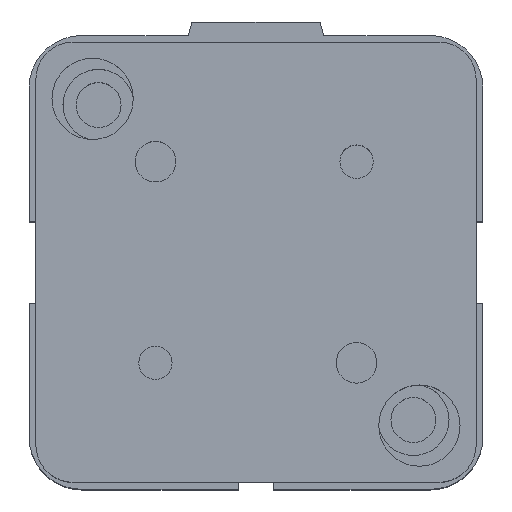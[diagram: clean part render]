
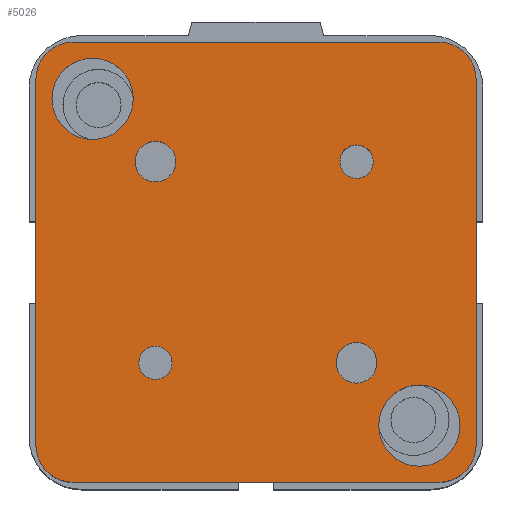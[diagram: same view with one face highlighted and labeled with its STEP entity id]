
A CAD part, top view. The second image highlights one B-rep face of the part: STEP entity #5026.
In plain terms, the highlighted face is planar.
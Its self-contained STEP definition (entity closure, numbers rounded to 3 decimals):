
#4404=CARTESIAN_POINT('',(-12.391,-12.,-14.85));
#4405=VERTEX_POINT('',#4404);
#4406=CARTESIAN_POINT('',(-14.85,-12.,-14.85));
#4407=DIRECTION('',(0.0,1.0,0.0));
#4408=DIRECTION('',(1.0,0.0,0.0));
#4409=AXIS2_PLACEMENT_3D('',#4406,#4407,#4408);
#4410=CIRCLE('',#4409,2.459);
#4411=EDGE_CURVE('',#4405,#4405,#4410,.T.);
#4453=CARTESIAN_POINT('',(17.309,-12.,14.85));
#4454=VERTEX_POINT('',#4453);
#4455=CARTESIAN_POINT('',(14.85,-12.,14.85));
#4456=DIRECTION('',(0.0,1.0,0.0));
#4457=DIRECTION('',(1.0,0.0,0.0));
#4458=AXIS2_PLACEMENT_3D('',#4455,#4456,#4457);
#4459=CIRCLE('',#4458,2.459);
#4460=EDGE_CURVE('',#4454,#4454,#4459,.T.);
#4502=CARTESIAN_POINT('',(17.85,-12.,-14.85));
#4503=VERTEX_POINT('',#4502);
#4504=CARTESIAN_POINT('',(14.85,-12.,-14.85));
#4505=DIRECTION('',(0.0,1.0,0.0));
#4506=DIRECTION('',(1.0,0.0,0.0));
#4507=AXIS2_PLACEMENT_3D('',#4504,#4505,#4506);
#4508=CIRCLE('',#4507,3.);
#4509=EDGE_CURVE('',#4503,#4503,#4508,.T.);
#4551=CARTESIAN_POINT('',(-11.85,-12.,14.85));
#4552=VERTEX_POINT('',#4551);
#4553=CARTESIAN_POINT('',(-14.85,-12.,14.85));
#4554=DIRECTION('',(0.0,1.0,0.0));
#4555=DIRECTION('',(1.0,0.0,0.0));
#4556=AXIS2_PLACEMENT_3D('',#4553,#4554,#4555);
#4557=CIRCLE('',#4556,3.);
#4558=EDGE_CURVE('',#4552,#4552,#4557,.T.);
#4600=CARTESIAN_POINT('',(30.125,-12.,-24.125));
#4601=VERTEX_POINT('',#4600);
#4602=CARTESIAN_POINT('',(24.125,-12.,-24.125));
#4603=DIRECTION('',(0.0,1.0,0.0));
#4604=DIRECTION('',(1.0,0.0,0.0));
#4605=AXIS2_PLACEMENT_3D('',#4602,#4603,#4604);
#4606=CIRCLE('',#4605,6.);
#4607=EDGE_CURVE('',#4601,#4601,#4606,.T.);
#4649=CARTESIAN_POINT('',(-18.125,-12.,24.125));
#4650=VERTEX_POINT('',#4649);
#4651=CARTESIAN_POINT('',(-24.125,-12.,24.125));
#4652=DIRECTION('',(0.0,1.0,0.0));
#4653=DIRECTION('',(1.0,0.0,0.0));
#4654=AXIS2_PLACEMENT_3D('',#4651,#4652,#4653);
#4655=CIRCLE('',#4654,6.);
#4656=EDGE_CURVE('',#4650,#4650,#4655,.T.);
#4802=CARTESIAN_POINT('',(-27.0,-12.,32.5));
#4803=VERTEX_POINT('',#4802);
#4804=CARTESIAN_POINT('',(27.0,-12.,32.5));
#4805=VERTEX_POINT('',#4804);
#4806=CARTESIAN_POINT('',(-27.0,-12.,32.5));
#4807=DIRECTION('',(1.0,0.0,0.0));
#4808=VECTOR('',#4807,54.0);
#4809=LINE('',#4806,#4808);
#4810=EDGE_CURVE('',#4803,#4805,#4809,.T.);
#4833=CARTESIAN_POINT('',(32.5,-12.,27.0));
#4834=VERTEX_POINT('',#4833);
#4835=CARTESIAN_POINT('',(27.0,-12.,27.));
#4836=DIRECTION('',(0.0,1.0,0.0));
#4837=DIRECTION('',(-1.0,0.0,0.0));
#4838=AXIS2_PLACEMENT_3D('',#4835,#4836,#4837);
#4839=CIRCLE('',#4838,5.5);
#4840=EDGE_CURVE('',#4805,#4834,#4839,.T.);
#4858=CARTESIAN_POINT('',(32.5,-12.,-27.0));
#4859=VERTEX_POINT('',#4858);
#4860=CARTESIAN_POINT('',(32.5,-12.,27.0));
#4861=DIRECTION('',(0.0,0.0,-1.0));
#4862=VECTOR('',#4861,54.0);
#4863=LINE('',#4860,#4862);
#4864=EDGE_CURVE('',#4834,#4859,#4863,.T.);
#4882=CARTESIAN_POINT('',(27.0,-12.,-32.5));
#4883=VERTEX_POINT('',#4882);
#4884=CARTESIAN_POINT('',(27.0,-12.,-27.));
#4885=DIRECTION('',(0.0,1.0,0.0));
#4886=DIRECTION('',(0.0,0.0,1.0));
#4887=AXIS2_PLACEMENT_3D('',#4884,#4885,#4886);
#4888=CIRCLE('',#4887,5.5);
#4889=EDGE_CURVE('',#4859,#4883,#4888,.T.);
#4907=CARTESIAN_POINT('',(-27.0,-12.,-32.5));
#4908=VERTEX_POINT('',#4907);
#4909=CARTESIAN_POINT('',(27.0,-12.,-32.5));
#4910=DIRECTION('',(-1.0,0.0,0.0));
#4911=VECTOR('',#4910,54.0);
#4912=LINE('',#4909,#4911);
#4913=EDGE_CURVE('',#4883,#4908,#4912,.T.);
#4931=CARTESIAN_POINT('',(-32.5,-12.,-27.0));
#4932=VERTEX_POINT('',#4931);
#4933=CARTESIAN_POINT('',(-27.,-12.,-27.0));
#4934=DIRECTION('',(0.0,1.0,0.0));
#4935=DIRECTION('',(1.0,0.0,0.0));
#4936=AXIS2_PLACEMENT_3D('',#4933,#4934,#4935);
#4937=CIRCLE('',#4936,5.5);
#4938=EDGE_CURVE('',#4908,#4932,#4937,.T.);
#4956=CARTESIAN_POINT('',(-32.5,-12.,27.0));
#4957=VERTEX_POINT('',#4956);
#4958=CARTESIAN_POINT('',(-32.5,-12.,-27.0));
#4959=DIRECTION('',(0.0,0.0,1.0));
#4960=VECTOR('',#4959,54.0);
#4961=LINE('',#4958,#4960);
#4962=EDGE_CURVE('',#4932,#4957,#4961,.T.);
#4980=CARTESIAN_POINT('',(-27.0,-12.,27.0));
#4981=DIRECTION('',(0.0,1.0,0.0));
#4982=DIRECTION('',(0.0,0.0,-1.0));
#4983=AXIS2_PLACEMENT_3D('',#4980,#4981,#4982);
#4984=CIRCLE('',#4983,5.5);
#4985=EDGE_CURVE('',#4957,#4803,#4984,.T.);
#4993=CARTESIAN_POINT('',(0.,-12.,0.));
#4994=DIRECTION('',(0.0,1.0,0.0));
#4995=DIRECTION('',(0.0,0.0,1.0));
#4996=AXIS2_PLACEMENT_3D('',#4993,#4994,#4995);
#4997=PLANE('',#4996);
#4998=ORIENTED_EDGE('',*,*,#4810,.F.);
#4999=ORIENTED_EDGE('',*,*,#4985,.F.);
#5000=ORIENTED_EDGE('',*,*,#4962,.F.);
#5001=ORIENTED_EDGE('',*,*,#4938,.F.);
#5002=ORIENTED_EDGE('',*,*,#4913,.F.);
#5003=ORIENTED_EDGE('',*,*,#4889,.F.);
#5004=ORIENTED_EDGE('',*,*,#4864,.F.);
#5005=ORIENTED_EDGE('',*,*,#4840,.F.);
#5006=EDGE_LOOP('',(#4998,#4999,#5000,#5001,#5002,#5003,#5004,#5005));
#5007=FACE_OUTER_BOUND('',#5006,.T.);
#5008=ORIENTED_EDGE('',*,*,#4411,.T.);
#5009=EDGE_LOOP('',(#5008));
#5010=FACE_BOUND('',#5009,.T.);
#5011=ORIENTED_EDGE('',*,*,#4460,.T.);
#5012=EDGE_LOOP('',(#5011));
#5013=FACE_BOUND('',#5012,.T.);
#5014=ORIENTED_EDGE('',*,*,#4509,.T.);
#5015=EDGE_LOOP('',(#5014));
#5016=FACE_BOUND('',#5015,.T.);
#5017=ORIENTED_EDGE('',*,*,#4558,.T.);
#5018=EDGE_LOOP('',(#5017));
#5019=FACE_BOUND('',#5018,.T.);
#5020=ORIENTED_EDGE('',*,*,#4607,.T.);
#5021=EDGE_LOOP('',(#5020));
#5022=FACE_BOUND('',#5021,.T.);
#5023=ORIENTED_EDGE('',*,*,#4656,.T.);
#5024=EDGE_LOOP('',(#5023));
#5025=FACE_BOUND('',#5024,.T.);
#5026=ADVANCED_FACE('',(#5007,#5010,#5013,#5016,#5019,#5022,#5025),#4997,.F.);
